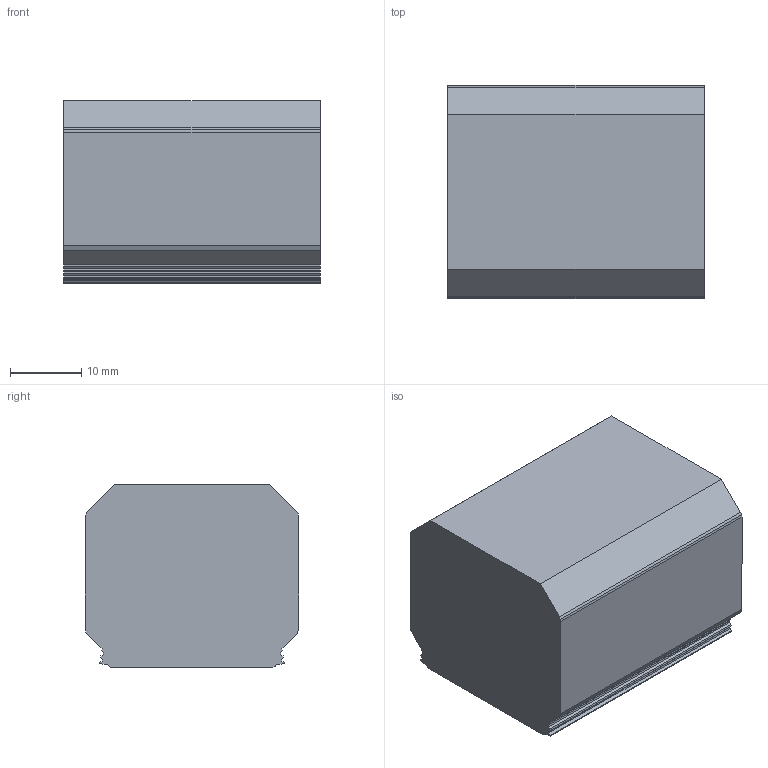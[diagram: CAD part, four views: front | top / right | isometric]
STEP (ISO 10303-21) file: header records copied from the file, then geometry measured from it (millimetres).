
FILE_DESCRIPTION((''),'2;1');
FILE_NAME('3d_11BGXF1020.stp','2012-10-03T13:02:12',(''),(''),'Mechanical Desktop 2011','Mechanical Desktop 2011',', , ');
FILE_SCHEMA(('CONFIG_CONTROL_DESIGN'));
Length unit declared in the file: millimetre
Products named in the file (1): Product
Bounding box: 36 x 29.99 x 25.7 mm (x, y, z)
Volume: 26477.7 mm3; surface area: 5237.6 mm2
Topology: 1 solids, 1 shells, 39 faces, 150 edges, 152 vertices
Faces by surface type: plane 39
Entity records: 1577 total; most frequent: CARTESIAN_POINT 303, DIRECTION 230, ORIENTED_EDGE 222, VECTOR 150, LINE 150, EDGE_CURVE 111, VERTEX_POINT 74, AXIS2_PLACEMENT_3D 40
